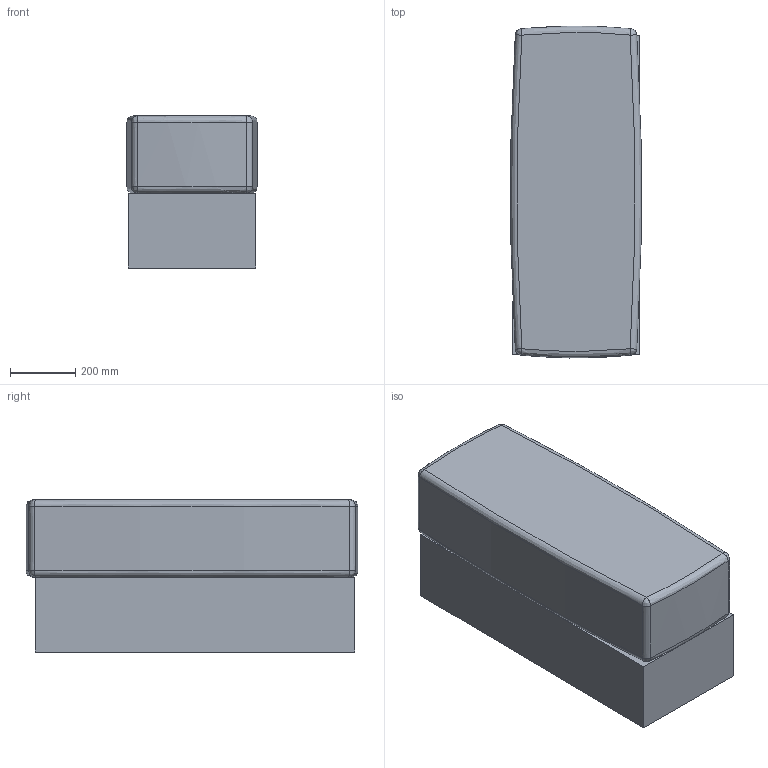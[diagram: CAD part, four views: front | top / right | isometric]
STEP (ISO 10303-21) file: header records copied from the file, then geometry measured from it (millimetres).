
FILE_DESCRIPTION(/* description */ (''),/* implementation_level */ '2;1');
FILE_NAME(/* name */ '810 Fly cuscino con terminale',/* time_stamp */ '2013-10-18T09:16:35+02:00',/* author */ (''),/* organization */ (''),/* preprocessor_version */ 'ST-DEVELOPER v10',/* originating_system */ '',/* authorisation */ '');
FILE_SCHEMA (('CONFIG_CONTROL_DESIGN'));
Length unit declared in the file: millimetre
Products named in the file (1): 1
Bounding box: 399.56 x 1019.9 x 467.21 mm (x, y, z)
Volume: 180674485.6 mm3; surface area: 2777651.7 mm2
Topology: 2 solids, 2 shells, 32 faces, 60 edges, 32 vertices
Faces by surface type: bspline 32
Entity records: 1088 total; most frequent: CARTESIAN_POINT 666, ORIENTED_EDGE 120, EDGE_CURVE 60, ADVANCED_FACE 32, FACE_OUTER_BOUND 32, EDGE_LOOP 32, VERTEX_POINT 32, B_SPLINE_CURVE_WITH_KNOTS 12
